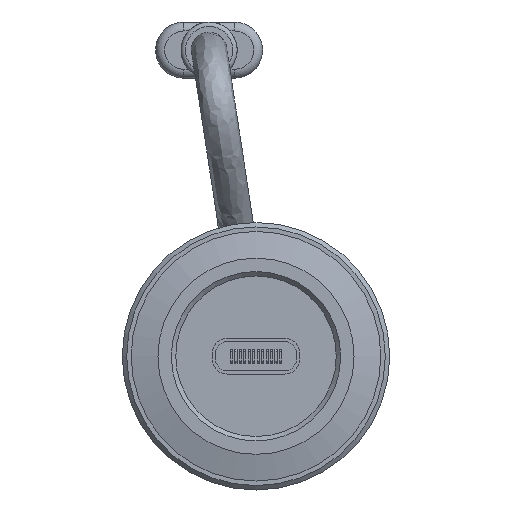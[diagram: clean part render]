
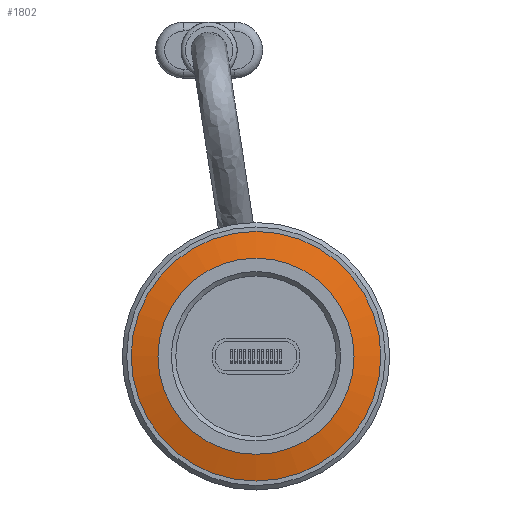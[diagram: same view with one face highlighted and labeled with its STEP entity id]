
A CAD part, front view. The second image highlights one B-rep face of the part: STEP entity #1802.
In plain terms, the highlighted conical face has half-angle 75.964 degrees and reference radius 14 mm.
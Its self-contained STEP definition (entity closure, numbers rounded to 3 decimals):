
#206=CONICAL_SURFACE('',#2014,14.,1.326);
#236=FACE_OUTER_BOUND('',#349,.T.);
#349=EDGE_LOOP('',(#1289,#1290,#1291,#1292));
#465=LINE('',#3023,#599);
#599=VECTOR('',#2298,14.);
#739=CIRCLE('',#2013,14.);
#740=CIRCLE('',#2015,11.);
#845=VERTEX_POINT('',#3018);
#846=VERTEX_POINT('',#3022);
#1014=EDGE_CURVE('',#845,#845,#739,.T.);
#1015=EDGE_CURVE('',#845,#846,#465,.T.);
#1016=EDGE_CURVE('',#846,#846,#740,.T.);
#1289=ORIENTED_EDGE('',*,*,#1014,.F.);
#1290=ORIENTED_EDGE('',*,*,#1015,.T.);
#1291=ORIENTED_EDGE('',*,*,#1016,.T.);
#1292=ORIENTED_EDGE('',*,*,#1015,.F.);
#1802=ADVANCED_FACE('',(#236),#206,.T.);
#2013=AXIS2_PLACEMENT_3D('',#3020,#2294,#2295);
#2014=AXIS2_PLACEMENT_3D('',#3021,#2296,#2297);
#2015=AXIS2_PLACEMENT_3D('',#3024,#2299,#2300);
#2294=DIRECTION('center_axis',(1.,0.,0.));
#2295=DIRECTION('ref_axis',(0.,1.,0.));
#2296=DIRECTION('center_axis',(1.,0.,0.));
#2297=DIRECTION('ref_axis',(0.,1.,0.));
#2298=DIRECTION('',(-0.243,0.97,0.));
#2299=DIRECTION('center_axis',(1.,0.,0.));
#2300=DIRECTION('ref_axis',(0.,1.,0.));
#3018=CARTESIAN_POINT('',(-1.5,-14.,0.));
#3020=CARTESIAN_POINT('Origin',(-1.5,0.,0.));
#3021=CARTESIAN_POINT('Origin',(-1.5,0.,0.));
#3022=CARTESIAN_POINT('',(-2.25,-11.,0.));
#3023=CARTESIAN_POINT('',(-1.5,-14.,0.));
#3024=CARTESIAN_POINT('Origin',(-2.25,0.,0.));
